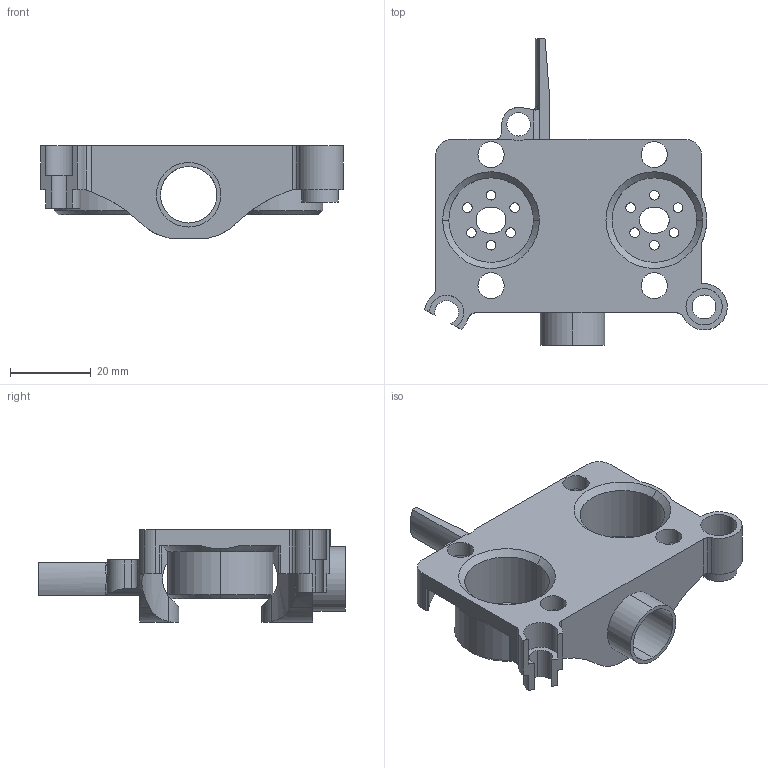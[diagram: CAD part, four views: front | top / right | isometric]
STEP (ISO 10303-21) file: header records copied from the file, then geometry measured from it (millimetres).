
FILE_DESCRIPTION (( 'STEP AP214' ), '1' );
FILE_NAME ('RayvenMetal_Resave.STEP', '2022-04-05T21:53:31', ( '' ), ( '' ), 'SwSTEP 2.0', 'SolidWorks 2022', '' );
FILE_SCHEMA (( 'AUTOMOTIVE_DESIGN' ));
Length unit declared in the file: millimetre
Products named in the file (1): RayvenMetal_Resave
Bounding box: 75.06 x 76 x 23 mm (x, y, z)
Volume: 21340.9 mm3; surface area: 16753.5 mm2
Topology: 1 solids, 1 shells, 202 faces, 582 edges, 376 vertices
Faces by surface type: cylinder 113, cone 43, plane 42, bspline 4
Entity records: 7784 total; most frequent: CARTESIAN_POINT 2312, ORIENTED_EDGE 1164, DIRECTION 1162, EDGE_CURVE 582, AXIS2_PLACEMENT_3D 469, VERTEX_POINT 376, CIRCLE 270, EDGE_LOOP 240
